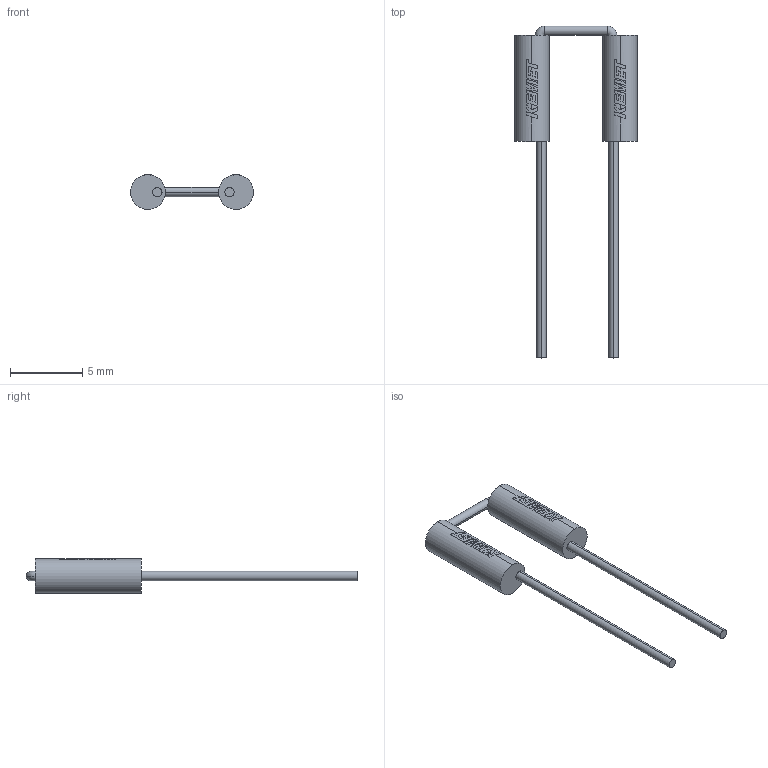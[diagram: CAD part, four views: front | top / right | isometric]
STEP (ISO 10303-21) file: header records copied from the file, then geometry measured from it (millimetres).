
FILE_DESCRIPTION (( 'STEP AP214' ), '1' );
FILE_NAME ('IL_B03R_D2.4L8.5W8S5LL15.STEP', '2018-03-20T16:34:55', ( '' ), ( '' ), 'SwSTEP 2.0', 'SolidWorks 2014', '' );
FILE_SCHEMA (( 'AUTOMOTIVE_DESIGN' ));
Length unit declared in the file: millimetre
Products named in the file (1): IL_B03R_D2.4L8.5W8S5LL15
Bounding box: 8.5 x 23 x 2.41 mm (x, y, z)
Volume: 78.3 mm3; surface area: 201.6 mm2
Topology: 2 solids, 2 shells, 145 faces, 410 edges, 272 vertices
Faces by surface type: bspline 62, plane 51, cylinder 28, torus 4
Entity records: 5412 total; most frequent: CARTESIAN_POINT 1924, ORIENTED_EDGE 820, EDGE_CURVE 410, DIRECTION 344, VERTEX_POINT 272, B_SPLINE_CURVE_WITH_KNOTS 262, EDGE_LOOP 148, FACE_OUTER_BOUND 145
